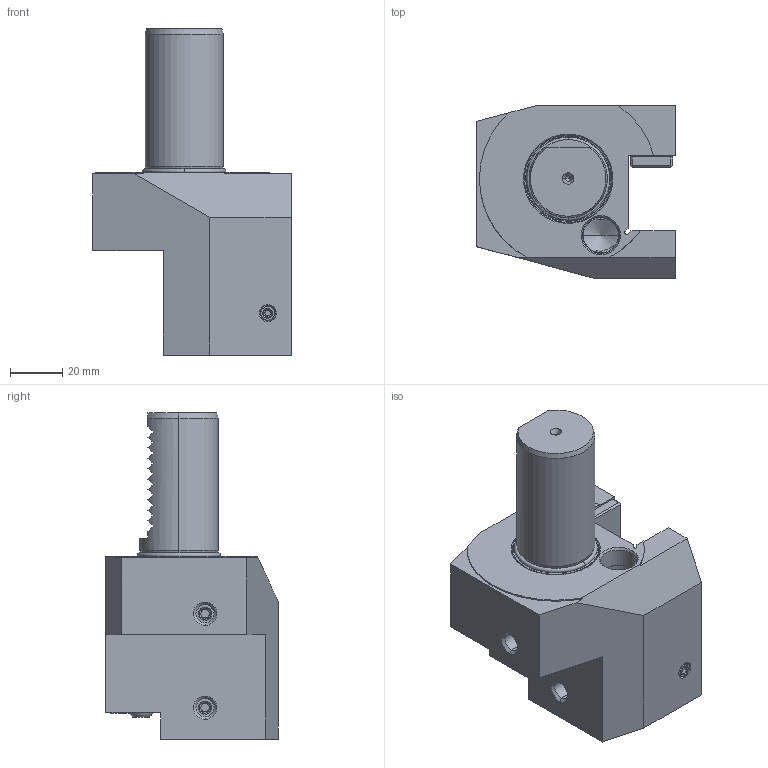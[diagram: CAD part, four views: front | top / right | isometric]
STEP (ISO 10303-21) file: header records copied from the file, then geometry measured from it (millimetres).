
FILE_DESCRIPTION((''),'2;1');
FILE_NAME('309_42_20_IK','2020-11-09T',('101107'),(''),'CREO PARAMETRIC BY PTC INC, 2016260','CREO PARAMETRIC BY PTC INC, 2016260','');
FILE_SCHEMA(('CONFIG_CONTROL_DESIGN'));
Length unit declared in the file: millimetre
Products named in the file (1): 309_42_20_IK
Bounding box: 76 x 66 x 125 mm (x, y, z)
Volume: 249224.5 mm3; surface area: 40401.2 mm2
Topology: 2 solids, 5 shells, 379 faces, 890 edges, 544 vertices
Faces by surface type: plane 163, cone 132, cylinder 68, torus 6, sphere 4, revolution 4, bspline 2
Entity records: 12231 total; most frequent: CARTESIAN_POINT 3682, ORIENTED_EDGE 1768, DIRECTION 1744, EDGE_CURVE 884, AXIS2_PLACEMENT_3D 671, VERTEX_POINT 544, EDGE_LOOP 418, VECTOR 398
